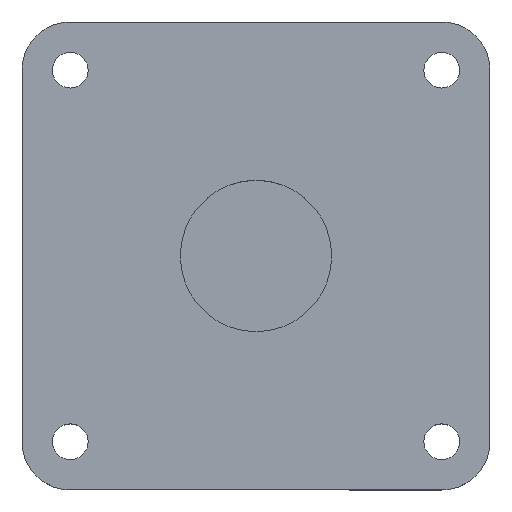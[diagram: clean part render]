
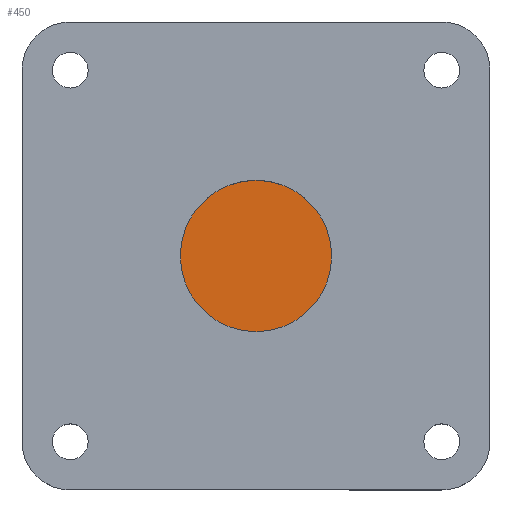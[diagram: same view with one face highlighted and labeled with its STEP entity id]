
A CAD part, top view. The second image highlights one B-rep face of the part: STEP entity #450.
In plain terms, the highlighted planar face has unit normal (0, 0, 1).
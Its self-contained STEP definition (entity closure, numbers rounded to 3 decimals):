
#97 = CARTESIAN_POINT ( 'NONE',  ( 170., 170., 19. ) ) ;
#105 = DIRECTION ( 'NONE',  ( 0., 0., 1. ) ) ;
#106 = DIRECTION ( 'NONE',  ( 1., 0., 0. ) ) ;
#450 = ADVANCED_FACE ( 'NONE', ( #2374 ), #2846, .T. ) ;
#477 = CIRCLE ( 'NONE', #1842, 55. ) ;
#731 = CIRCLE ( 'NONE', #1791, 55. ) ;
#1008 = VERTEX_POINT ( 'NONE', #2644 ) ;
#1160 = ORIENTED_EDGE ( 'NONE', *, *, #2114, .T. ) ;
#1188 = ORIENTED_EDGE ( 'NONE', *, *, #1633, .T. ) ;
#1345 = CARTESIAN_POINT ( 'NONE',  ( 170., 170., 19. ) ) ;
#1353 = DIRECTION ( 'NONE',  ( 0., 0., 1. ) ) ;
#1354 = DIRECTION ( 'NONE',  ( 1., 0., 0. ) ) ;
#1567 = CARTESIAN_POINT ( 'NONE',  ( 115., 170., 19. ) ) ;
#1633 = EDGE_CURVE ( 'NONE', #1008, #2214, #731, .T. ) ;
#1766 = AXIS2_PLACEMENT_3D ( 'NONE', #2847, #2848, #2842 ) ;
#1791 = AXIS2_PLACEMENT_3D ( 'NONE', #97, #105, #106 ) ;
#1842 = AXIS2_PLACEMENT_3D ( 'NONE', #1345, #1353, #1354 ) ;
#2114 = EDGE_CURVE ( 'NONE', #2214, #1008, #477, .T. ) ;
#2214 = VERTEX_POINT ( 'NONE', #1567 ) ;
#2374 = FACE_OUTER_BOUND ( 'NONE', #2953, .T. ) ;
#2644 = CARTESIAN_POINT ( 'NONE',  ( 225., 170., 19. ) ) ;
#2842 = DIRECTION ( 'NONE',  ( 1., 0., 0. ) ) ;
#2846 = PLANE ( 'NONE',  #1766 ) ;
#2847 = CARTESIAN_POINT ( 'NONE',  ( 170., 170., 19. ) ) ;
#2848 = DIRECTION ( 'NONE',  ( 0., 0., 1. ) ) ;
#2953 = EDGE_LOOP ( 'NONE', ( #1188, #1160 ) ) ;
